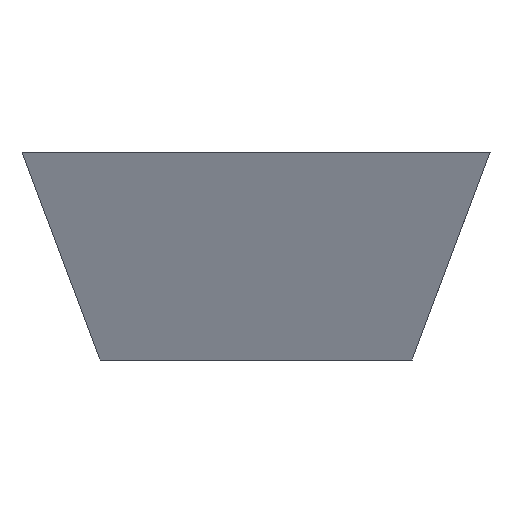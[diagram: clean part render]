
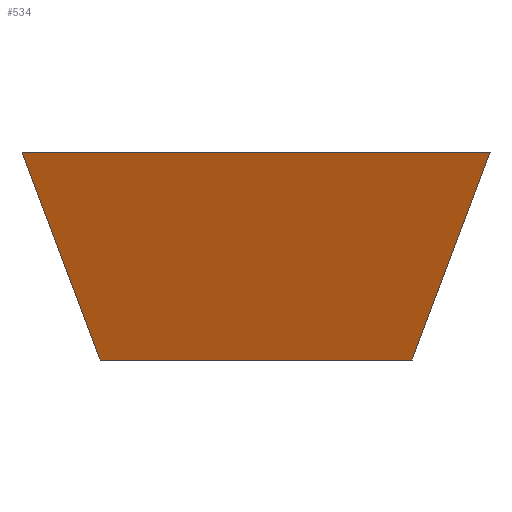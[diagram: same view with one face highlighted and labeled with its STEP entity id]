
A CAD part, left-side view. The second image highlights one B-rep face of the part: STEP entity #534.
In plain terms, the highlighted planar face has unit normal (-0.946, 0, -0.325).
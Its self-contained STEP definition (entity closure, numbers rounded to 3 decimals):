
#50=FACE_OUTER_BOUND('',#80,.T.);
#80=EDGE_LOOP('',(#477,#478,#479,#480));
#140=LINE('',#834,#208);
#142=LINE('',#840,#210);
#146=LINE('',#846,#214);
#148=LINE('',#850,#216);
#208=VECTOR('',#684,18.);
#210=VECTOR('',#688,12.);
#214=VECTOR('',#694,8.976);
#216=VECTOR('',#700,8.976);
#257=VERTEX_POINT('',#827);
#260=VERTEX_POINT('',#832);
#261=VERTEX_POINT('',#836);
#263=VERTEX_POINT('',#839);
#328=EDGE_CURVE('',#260,#257,#140,.T.);
#330=EDGE_CURVE('',#263,#261,#142,.T.);
#334=EDGE_CURVE('',#261,#257,#146,.T.);
#336=EDGE_CURVE('',#263,#260,#148,.T.);
#477=ORIENTED_EDGE('',*,*,#330,.T.);
#478=ORIENTED_EDGE('',*,*,#334,.T.);
#479=ORIENTED_EDGE('',*,*,#328,.F.);
#480=ORIENTED_EDGE('',*,*,#336,.F.);
#506=PLANE('',#568);
#534=ADVANCED_FACE('',(#50),#506,.T.);
#568=AXIS2_PLACEMENT_3D('',#851,#701,#702);
#684=DIRECTION('',(0.,-1.,0.));
#688=DIRECTION('',(0.,-1.,0.));
#694=DIRECTION('',(-0.306,-0.334,0.891));
#700=DIRECTION('',(-0.306,0.334,0.891));
#701=DIRECTION('center_axis',(-0.946,0.,
-0.325));
#702=DIRECTION('ref_axis',(-0.325,0.,0.946));
#827=CARTESIAN_POINT('',(-13.75,-9.,8.));
#832=CARTESIAN_POINT('',(-13.75,9.,8.));
#834=CARTESIAN_POINT('',(-13.75,9.,8.));
#836=CARTESIAN_POINT('',(-11.,-6.,0.));
#839=CARTESIAN_POINT('',(-11.,6.,0.));
#840=CARTESIAN_POINT('',(-11.,6.,0.));
#846=CARTESIAN_POINT('',(-11.,-6.,0.));
#850=CARTESIAN_POINT('',(-11.,6.,0.));
#851=CARTESIAN_POINT('Origin',(-11.,6.,0.));
